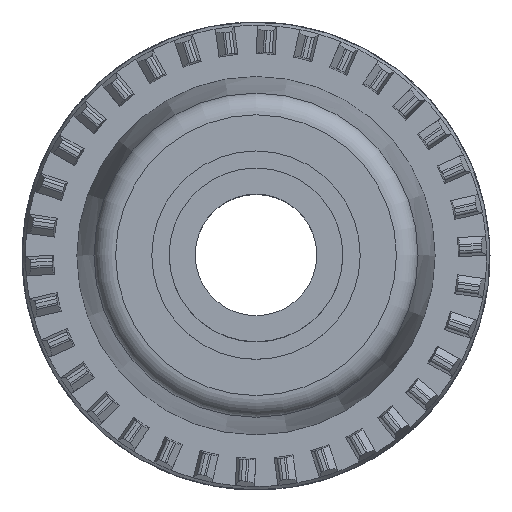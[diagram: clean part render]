
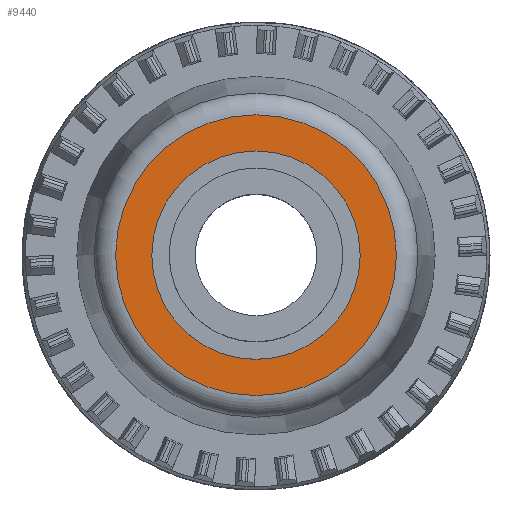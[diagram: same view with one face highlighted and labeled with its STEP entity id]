
A CAD part, top view. The second image highlights one B-rep face of the part: STEP entity #9440.
In plain terms, the highlighted face is planar.
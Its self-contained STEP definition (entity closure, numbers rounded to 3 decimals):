
#2083=FACE_BOUND('',#2684,.T.);
#2115=FACE_OUTER_BOUND('',#2683,.T.);
#2683=EDGE_LOOP('',(#6148));
#2684=EDGE_LOOP('',(#6149));
#3272=CIRCLE('',#10013,16.169);
#3273=CIRCLE('',#10015,12.);
#3631=VERTEX_POINT('',#13954);
#3632=VERTEX_POINT('',#13957);
#4622=EDGE_CURVE('',#3631,#3631,#3272,.T.);
#4623=EDGE_CURVE('',#3632,#3632,#3273,.T.);
#6148=ORIENTED_EDGE('',*,*,#4622,.F.);
#6149=ORIENTED_EDGE('',*,*,#4623,.T.);
#9180=PLANE('',#10014);
#9440=ADVANCED_FACE('',(#2115,#2083),#9180,.F.);
#10013=AXIS2_PLACEMENT_3D('',#13955,#11147,#11148);
#10014=AXIS2_PLACEMENT_3D('',#13956,#11149,#11150);
#10015=AXIS2_PLACEMENT_3D('',#13958,#11151,#11152);
#11147=DIRECTION('center_axis',(0.,0.,1.));
#11148=DIRECTION('ref_axis',(-1.,0.,0.));
#11149=DIRECTION('center_axis',(0.,0.,1.));
#11150=DIRECTION('ref_axis',(1.,0.,0.));
#11151=DIRECTION('center_axis',(0.,0.,1.));
#11152=DIRECTION('ref_axis',(0.,-1.,0.));
#13954=CARTESIAN_POINT('',(26.169,0.,20.));
#13955=CARTESIAN_POINT('Origin',(10.,0.,20.));
#13956=CARTESIAN_POINT('Origin',(10.,0.,20.));
#13957=CARTESIAN_POINT('',(10.,12.,20.));
#13958=CARTESIAN_POINT('Origin',(10.,0.,20.));
